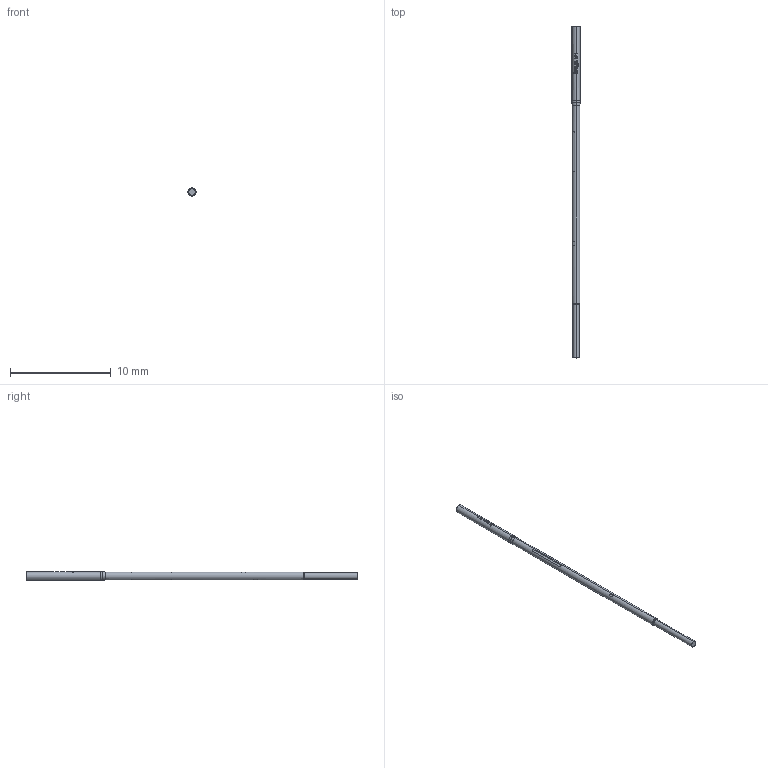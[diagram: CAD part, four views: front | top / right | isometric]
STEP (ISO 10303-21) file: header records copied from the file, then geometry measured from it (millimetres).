
FILE_DESCRIPTION (( 'STEP AP203' ), '1' );
FILE_NAME ('INGUN_KS-040_E08.STEP', '2021-01-28T06:53:10', ( '' ), ( '' ), 'SwSTEP 2.0', 'SolidWorks 2018', '' );
FILE_SCHEMA (( 'CONFIG_CONTROL_DESIGN' ));
Length unit declared in the file: millimetre
Products named in the file (1): INGUN_KS-040_E08
Bounding box: 0.82 x 33 x 0.82 mm (x, y, z)
Volume: 14.8 mm3; surface area: 79.1 mm2
Topology: 1 solids, 1 shells, 106 faces, 279 edges, 182 vertices
Faces by surface type: plane 48, cylinder 28, bspline 22, torus 8
Entity records: 3856 total; most frequent: CARTESIAN_POINT 1340, ORIENTED_EDGE 558, DIRECTION 433, EDGE_CURVE 279, VERTEX_POINT 182, AXIS2_PLACEMENT_3D 167, EDGE_LOOP 113, FACE_OUTER_BOUND 106
